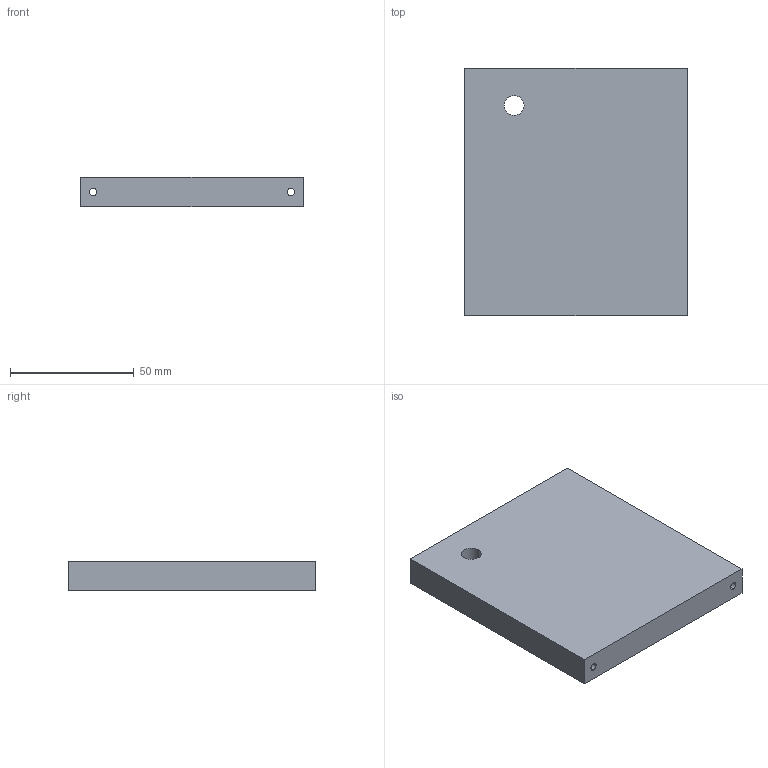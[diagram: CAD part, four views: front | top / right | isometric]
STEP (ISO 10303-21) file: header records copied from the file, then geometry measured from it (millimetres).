
FILE_DESCRIPTION (( 'STEP AP214' ), '1' );
FILE_NAME ('tower_side_plate.STEP', '2022-11-19T02:59:03', ( '' ), ( '' ), 'SwSTEP 2.0', 'SolidWorks 2020', '' );
FILE_SCHEMA (( 'AUTOMOTIVE_DESIGN' ));
Length unit declared in the file: millimetre
Products named in the file (1): tower_side_plate
Bounding box: 90 x 100 x 12 mm (x, y, z)
Volume: 97863.5 mm3; surface area: 26783.8 mm2
Topology: 1 solids, 1 shells, 33 faces, 87 edges, 58 vertices
Faces by surface type: plane 25, cylinder 8
Entity records: 1063 total; most frequent: CARTESIAN_POINT 179, ORIENTED_EDGE 174, DIRECTION 171, EDGE_CURVE 87, LINE 71, VECTOR 71, VERTEX_POINT 58, AXIS2_PLACEMENT_3D 50
